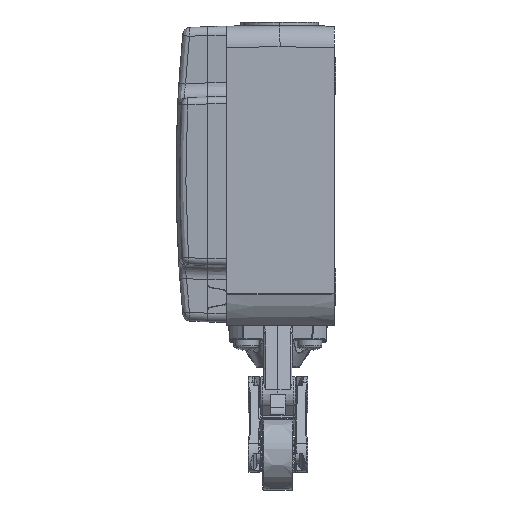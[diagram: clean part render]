
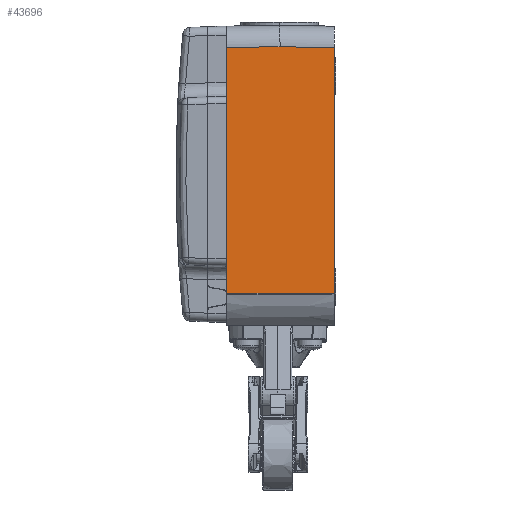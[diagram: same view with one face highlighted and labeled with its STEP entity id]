
A CAD part, left-side view. The second image highlights one B-rep face of the part: STEP entity #43696.
In plain terms, the highlighted planar face has unit normal (-1, -0.018, 0).
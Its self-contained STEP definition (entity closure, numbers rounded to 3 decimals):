
#3298=CARTESIAN_POINT('',(-20.468,0.,-31.863));
#3304=DIRECTION('',(0.,0.,-1.));
#3305=VECTOR('',#3304,69.864);
#3306=CARTESIAN_POINT('',(-20.468,0.,38.001));
#3307=LINE('',#3306,#3305);
#3320=CARTESIAN_POINT('',(-20.468,0.,38.001));
#16113=CARTESIAN_POINT('',(-21.,30.5,
-22.729));
#16123=DIRECTION('',(0.,0.,-1.));
#16124=VECTOR('',#16123,9.182);
#16125=CARTESIAN_POINT('',(-21.,30.5,
-22.729));
#16126=LINE('',#16125,#16124);
#16131=CARTESIAN_POINT('',(-21.,30.5,-31.912));
#16279=CARTESIAN_POINT('',(-21.,30.5,38.071));
#16293=DIRECTION('',(0.,0.,-1.));
#16294=VECTOR('',#16293,15.341);
#16295=CARTESIAN_POINT('',(-21.,30.5,38.071));
#16296=LINE('',#16295,#16294);
#16305=CARTESIAN_POINT('',(-21.,30.5,
22.73));
#16917=CARTESIAN_POINT('',(-21.001,30.575,
22.095));
#16918=CARTESIAN_POINT('',(-21.001,30.575,
22.149));
#16919=CARTESIAN_POINT('',(-21.001,30.559,
22.256));
#16920=CARTESIAN_POINT('',(-21.001,30.529,
22.419));
#16921=CARTESIAN_POINT('',(-21.,30.506,
22.581));
#16922=CARTESIAN_POINT('',(-21.,30.5,
22.681));
#16923=CARTESIAN_POINT('',(-21.,30.5,
22.73));
#16931=DIRECTION('',(0.,0.,1.));
#16932=VECTOR('',#16931,44.191);
#16933=CARTESIAN_POINT('',(-21.001,30.575,
-22.095));
#16934=LINE('',#16933,#16932);
#16935=DIRECTION('',(0.017,-1.,0.013));
#16936=VECTOR('',#16935,15.096);
#16937=CARTESIAN_POINT('',(-21.,30.5,38.071));
#16938=LINE('',#16937,#16936);
#16939=DIRECTION('',(0.017,-1.,-0.017));
#16940=VECTOR('',#16939,15.412);
#16941=CARTESIAN_POINT('',(-20.737,15.408,
38.27));
#16942=LINE('',#16941,#16940);
#16943=CARTESIAN_POINT('',(-21.,30.5,-31.912));
#16944=CARTESIAN_POINT('',(-20.941,27.127,
-31.906));
#16945=CARTESIAN_POINT('',(-20.823,20.37,
-31.896));
#16946=CARTESIAN_POINT('',(-20.646,10.203,
-31.88));
#16947=CARTESIAN_POINT('',(-20.527,3.405,
-31.869));
#16948=CARTESIAN_POINT('',(-20.468,0.,-31.863));
#16961=CARTESIAN_POINT('',(-21.,30.5,
-22.729));
#16962=CARTESIAN_POINT('',(-21.,30.5,
-22.68));
#16963=CARTESIAN_POINT('',(-21.,30.506,
-22.579));
#16964=CARTESIAN_POINT('',(-21.001,30.529,
-22.42));
#16965=CARTESIAN_POINT('',(-21.001,30.558,
-22.259));
#16966=CARTESIAN_POINT('',(-21.001,30.575,
-22.15));
#16967=CARTESIAN_POINT('',(-21.001,30.575,
-22.095));
#17224=CARTESIAN_POINT('',(-20.737,15.408,
38.27));
#17560=VERTEX_POINT('',#17224);
#17653=VERTEX_POINT('',#3298);
#17656=VERTEX_POINT('',#16131);
#20327=CARTESIAN_POINT('',(-21.001,30.575,
-22.095));
#20328=CARTESIAN_POINT('',(-21.001,30.575,
22.095));
#20329=VERTEX_POINT('',#20327);
#20330=VERTEX_POINT('',#20328);
#20404=VERTEX_POINT('',#16305);
#20421=VERTEX_POINT('',#16113);
#20664=VERTEX_POINT('',#16279);
#20667=VERTEX_POINT('',#3320);
#43675=CARTESIAN_POINT('',(-21.,30.5,-32.));
#43676=DIRECTION('',(-1.,-0.017,0.));
#43677=DIRECTION('',(0.,0.,1.));
#43678=AXIS2_PLACEMENT_3D('',#43675,#43676,#43677);
#43679=PLANE('',#43678);
#43680=ORIENTED_EDGE('',*,*,#42613,.F.);
#43682=ORIENTED_EDGE('',*,*,#43681,.T.);
#43684=ORIENTED_EDGE('',*,*,#43683,.T.);
#43685=ORIENTED_EDGE('',*,*,#43668,.T.);
#43686=ORIENTED_EDGE('',*,*,#42710,.F.);
#43688=ORIENTED_EDGE('',*,*,#43687,.T.);
#43690=ORIENTED_EDGE('',*,*,#43689,.T.);
#43691=ORIENTED_EDGE('',*,*,#20867,.T.);
#43693=ORIENTED_EDGE('',*,*,#43692,.F.);
#43694=EDGE_LOOP('',(#43680,#43682,#43684,#43685,#43686,#43688,#43690,#43691,
#43693));
#43695=FACE_OUTER_BOUND('',#43694,.F.);
#16924=B_SPLINE_CURVE_WITH_KNOTS('',3,(#16917,#16918,#16919,#16920,#16921,
#16922,#16923),.UNSPECIFIED.,.F.,.F.,(4,1,1,1,4),(0.,0.25,0.5,0.75,
1.),.UNSPECIFIED.);
#16949=B_SPLINE_CURVE_WITH_KNOTS('',3,(#16943,#16944,#16945,#16946,#16947,
#16948),.UNSPECIFIED.,.F.,.F.,(4,1,1,4),(0.,0.333,
0.667,1.),.UNSPECIFIED.);
#16968=B_SPLINE_CURVE_WITH_KNOTS('',3,(#16961,#16962,#16963,#16964,#16965,
#16966,#16967),.UNSPECIFIED.,.F.,.F.,(4,1,1,1,4),(0.,0.25,0.5,0.75,
1.),.UNSPECIFIED.);
#20867=EDGE_CURVE('',#20667,#17653,#3307,.T.);
#42613=EDGE_CURVE('',#20421,#17656,#16126,.T.);
#42710=EDGE_CURVE('',#20664,#20404,#16296,.T.);
#43668=EDGE_CURVE('',#20330,#20404,#16924,.T.);
#43681=EDGE_CURVE('',#20421,#20329,#16968,.T.);
#43683=EDGE_CURVE('',#20329,#20330,#16934,.T.);
#43687=EDGE_CURVE('',#20664,#17560,#16938,.T.);
#43689=EDGE_CURVE('',#17560,#20667,#16942,.T.);
#43692=EDGE_CURVE('',#17656,#17653,#16949,.T.);
#43696=ADVANCED_FACE('',(#43695),#43679,.T.);
